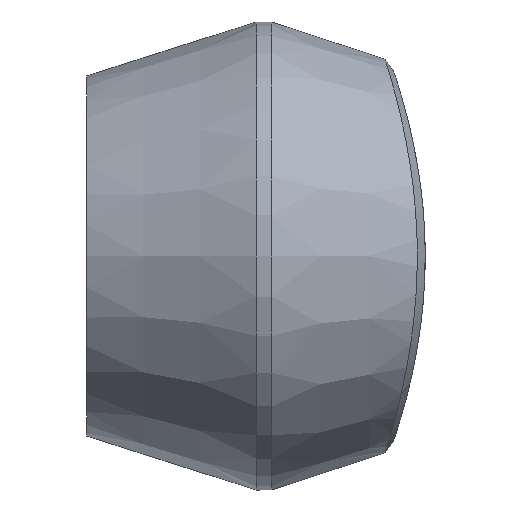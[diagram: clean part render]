
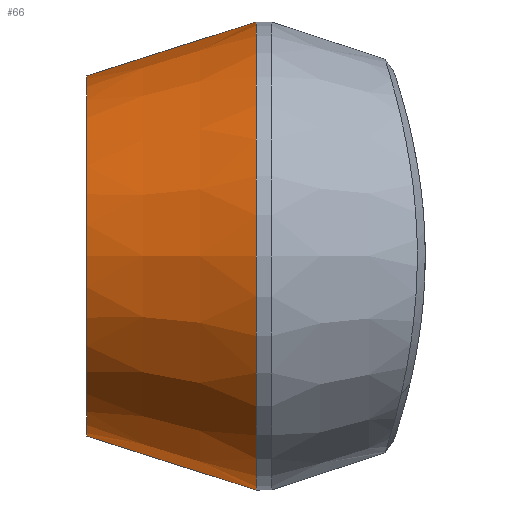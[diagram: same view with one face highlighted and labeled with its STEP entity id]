
A CAD part, left-side view. The second image highlights one B-rep face of the part: STEP entity #66.
In plain terms, the highlighted conical face has half-angle 17.676 degrees and reference radius 19.54 mm.
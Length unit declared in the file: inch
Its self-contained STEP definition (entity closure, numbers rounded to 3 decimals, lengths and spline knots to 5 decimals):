
#35 = EDGE_LOOP ( 'NONE', ( #748, #1133, #1031, #497 ) ) ;
#40 = CARTESIAN_POINT ( 'NONE',  ( 0., 2.5886, 0. ) ) ;
#62 = CIRCLE ( 'NONE', #614, 1. ) ;
#66 = ADVANCED_FACE ( 'NONE', ( #1164 ), #357, .T. ) ;
#77 = DIRECTION ( 'NONE',  ( 0., 0., -1. ) ) ;
#79 = VECTOR ( 'NONE', #557, 39.37008 ) ;
#119 = AXIS2_PLACEMENT_3D ( 'NONE', #161, #528, #77 ) ;
#161 = CARTESIAN_POINT ( 'NONE',  ( 0., 3.3125, 0. ) ) ;
#189 = CARTESIAN_POINT ( 'NONE',  ( 0., 3.3125, -0.76931 ) ) ;
#288 = CARTESIAN_POINT ( 'NONE',  ( 0., 3.3125, 0. ) ) ;
#311 = CARTESIAN_POINT ( 'NONE',  ( 0., 3.3125, 0.76931 ) ) ;
#333 = VECTOR ( 'NONE', #768, 39.37008 ) ;
#357 = CONICAL_SURFACE ( 'NONE', #119, 0.76931, 0.309 ) ;
#386 = EDGE_CURVE ( 'NONE', #847, #876, #592, .T. ) ;
#393 = CARTESIAN_POINT ( 'NONE',  ( 0., 3.3125, -0.76931 ) ) ;
#402 = LINE ( 'NONE', #672, #333 ) ;
#417 = VERTEX_POINT ( 'NONE', #757 ) ;
#497 = ORIENTED_EDGE ( 'NONE', *, *, #1004, .F. ) ;
#528 = DIRECTION ( 'NONE',  ( 0., -1., 0. ) ) ;
#557 = DIRECTION ( 'NONE',  ( 0., -0.953, -0.304 ) ) ;
#592 = CIRCLE ( 'NONE', #1139, 0.76931 ) ;
#614 = AXIS2_PLACEMENT_3D ( 'NONE', #40, #687, #1053 ) ;
#652 = DIRECTION ( 'NONE',  ( 0., -1., 0. ) ) ;
#658 = LINE ( 'NONE', #189, #79 ) ;
#659 = VERTEX_POINT ( 'NONE', #885 ) ;
#672 = CARTESIAN_POINT ( 'NONE',  ( 0., 3.3125, 0.76931 ) ) ;
#687 = DIRECTION ( 'NONE',  ( 0., -1., 0. ) ) ;
#748 = ORIENTED_EDGE ( 'NONE', *, *, #816, .F. ) ;
#757 = CARTESIAN_POINT ( 'NONE',  ( 0., 2.5886, 1. ) ) ;
#768 = DIRECTION ( 'NONE',  ( 0., -0.953, 0.304 ) ) ;
#816 = EDGE_CURVE ( 'NONE', #847, #417, #402, .T. ) ;
#847 = VERTEX_POINT ( 'NONE', #311 ) ;
#876 = VERTEX_POINT ( 'NONE', #393 ) ;
#885 = CARTESIAN_POINT ( 'NONE',  ( 0., 2.5886, -1. ) ) ;
#1004 = EDGE_CURVE ( 'NONE', #417, #659, #62, .T. ) ;
#1022 = DIRECTION ( 'NONE',  ( 0., 0., -1. ) ) ;
#1031 = ORIENTED_EDGE ( 'NONE', *, *, #1174, .T. ) ;
#1053 = DIRECTION ( 'NONE',  ( 0., 0., -1. ) ) ;
#1133 = ORIENTED_EDGE ( 'NONE', *, *, #386, .T. ) ;
#1139 = AXIS2_PLACEMENT_3D ( 'NONE', #288, #652, #1022 ) ;
#1164 = FACE_OUTER_BOUND ( 'NONE', #35, .T. ) ;
#1174 = EDGE_CURVE ( 'NONE', #876, #659, #658, .T. ) ;
